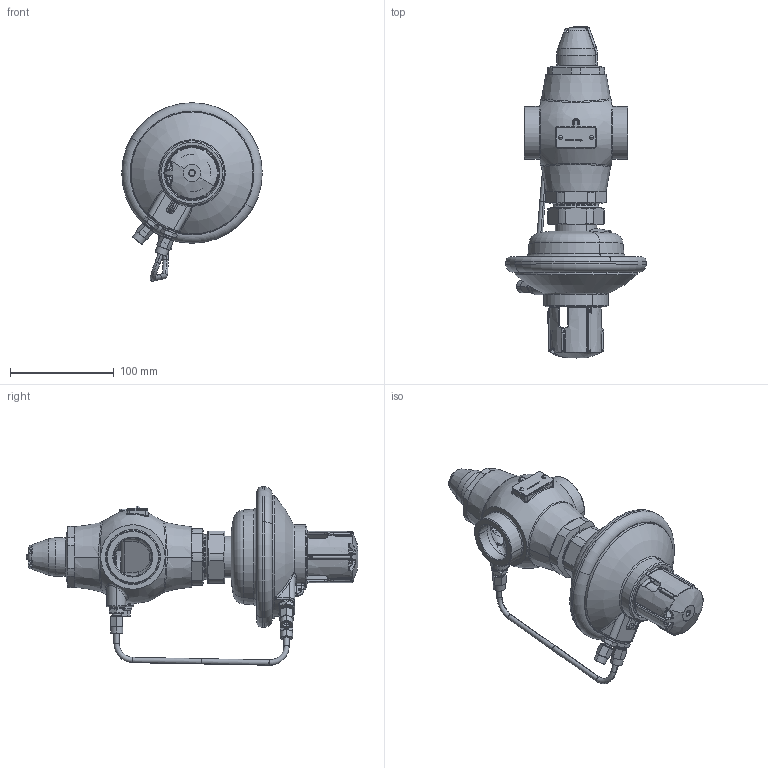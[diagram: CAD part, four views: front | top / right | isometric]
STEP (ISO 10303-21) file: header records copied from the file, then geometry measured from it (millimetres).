
FILE_DESCRIPTION((''),'2;1');
FILE_NAME('003H6536_AVPQ_PN25_DN32_ASM','2015-03-10T',('u317927'),('Danfoss'),'PRO/ENGINEER BY PARAMETRIC TECHNOLOGY CORPORATION, 2014000','PRO/ENGINEER BY PARAMETRIC TECHNOLOGY CORPORATION, 2014000','');
FILE_SCHEMA(('CONFIG_CONTROL_DESIGN'));
Length unit declared in the file: millimetre
Products named in the file (27): 100003201; SHILD-TYPE; NIET2_5; 8883842; 8883844_ASM_ASM; 49763; SCREWDIN910; 88821540; 88821480_ASM_ASM; AVQ-VALVE-32-THREAD__ASM_ASM; 88812010; 8883806_INST-1; 8883807; MATICA_M45; 88811910_ASM_ASM; 88811030; 88811930_ASM_ASM; 88837710_ASM_ASM; 88810710; SERTO2; SERTO3; SERTO-2_ASM_ASM; 8882954; 8883503; 8883537B; 003H6536_ASM_ASM; 003H6536_AVPQ_PN25_DN32_ASM
Assembly tree (32 placements, depth 5):
  003H6536_AVPQ_PN25_DN32_ASM
    003H6536_ASM_ASM
      AVQ-VALVE-32-THREAD__ASM_ASM
        100003201
        SHILD-TYPE
        NIET2_5  x2
        8883844_ASM_ASM
          8883842
        49763
        SCREWDIN910
        88821480_ASM_ASM
          88821540
      88837710_ASM_ASM
        88811910_ASM_ASM
          88812010
          8883806_INST-1
          8883807
          MATICA_M45
        88811930_ASM_ASM
          88811030
      49763  x3
      SERTO-2_ASM_ASM  x3
        88810710
        SERTO2
        SERTO3
      8882954
      8883503
      8883537B
Bounding box: 135.1 x 319.28 x 171.63 mm (x, y, z)
Volume: 364853.2 mm3; surface area: 253240.1 mm2
Topology: 27 solids, 29 shells, 1838 faces, 4658 edges, 2933 vertices
Faces by surface type: plane 529, cylinder 511, cone 346, torus 246, bspline 186, sphere 20
Entity records: 63316 total; most frequent: CARTESIAN_POINT 24657, ORIENTED_EDGE 8322, DIRECTION 7836, EDGE_CURVE 4165, AXIS2_PLACEMENT_3D 3355, VERTEX_POINT 2646, CIRCLE 1829, EDGE_LOOP 1743
